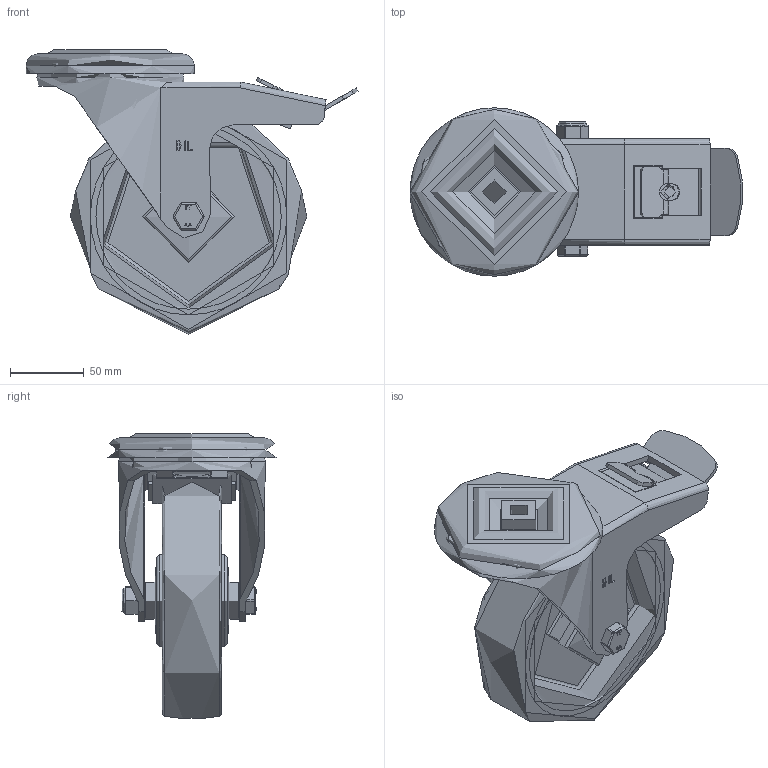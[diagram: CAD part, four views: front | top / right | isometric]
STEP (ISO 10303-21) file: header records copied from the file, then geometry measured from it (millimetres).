
FILE_DESCRIPTION(/* description */ (''),/* implementation_level */ '2;1');
FILE_NAME(/* name */ 'BZMM160STPRBJBH16SWB.step',/* time_stamp */ '2024-10-01T15:51:58+01:00',/* author */ (''),/* organization */ (''),/* preprocessor_version */ 'ST-DEVELOPER v20',/* originating_system */ 'Autodesk Translation Framework v13.20.0.188',/* authorisation */ '');
FILE_SCHEMA (('AUTOMOTIVE_DESIGN { 1 0 10303 214 3 1 1 }'));
Length unit declared in the file: millimetre
Products named in the file (28): BZMM160STPRBJBH16SWB; BZMM150ASBH16SWB - 64 v1; ZINC PLATED, PRESSED STEEL HEAD; ZINC PLATED, PRESSED STEEL FORKS; BRAKE PAD; ZINC PLATED, PRESSED STEEL BRAKE PEDAL; ZINC PLATED, PRESSED STEEL BRAKE PEDAL Geometry; WASHER; BRAKE BOLT; BZH160WSTPRBJM12 v1; 65 SHORE A THERMOPLASTIC RUBBER TYRE; POLYPROPYLENE RIM; BEARING6204; INNER; OUTER; BALL BEARINGS; Component3; MIDDLE; RUBBER; CAP; CAP Geometry; CAP2; HEXBOLTM12X80Z8.8 v2; GRADE 8.8 ZINC PLATED BOLT; NYLOCM12Z v1; NYLOC NUT; NUT; RUBBER (1)
Assembly tree (34 placements, depth 5):
  BZMM160STPRBJBH16SWB
    BZMM150ASBH16SWB - 64 v1
      ZINC PLATED, PRESSED STEEL HEAD
      ZINC PLATED, PRESSED STEEL FORKS
      BRAKE PAD
      ZINC PLATED, PRESSED STEEL BRAKE PEDAL
        ZINC PLATED, PRESSED STEEL BRAKE PEDAL Geometry
        WASHER
        BRAKE BOLT
    BZH160WSTPRBJM12 v1
      65 SHORE A THERMOPLASTIC RUBBER TYRE
      POLYPROPYLENE RIM
      BEARING6204
        INNER
        OUTER
        BALL BEARINGS
          Component3  x8
        MIDDLE
        RUBBER
      CAP
        CAP Geometry
        CAP2
    HEXBOLTM12X80Z8.8 v2
      GRADE 8.8 ZINC PLATED BOLT
    NYLOCM12Z v1
      NYLOC NUT
        NUT
        RUBBER (1)
Bounding box: 224.62 x 114 x 192.81 mm (x, y, z)
Volume: 709613.2 mm3; surface area: 286008 mm2
Topology: 26 solids, 26 shells, 920 faces, 2307 edges, 1508 vertices
Faces by surface type: plane 409, cylinder 220, bspline 199, sphere 42, torus 37, cone 13
Full cylindrical faces by diameter (mm): 8 x11, 9.836 x18, 10 x1, 10.273 x1, 11.834 x18, 12 x3, 12.2 x2, 12.6 x2, 14 x2, 15.273 x1, 16.2 x1, 18 x1, 18.5 x1, 19.9 x2, 20 x1, 25 x2, 26.25 x2, 27 x1, 28.5 x4, 30.8 x2, 31.3 x2, 32.5 x3, 40.3 x2, 40.5 x2, 40.8 x2, 41 x1, 42 x5, 43 x2, 46 x2, 47 x3
Entity records: 38227 total; most frequent: CARTESIAN_POINT 16759, ORIENTED_EDGE 4532, DIRECTION 3781, EDGE_CURVE 2266, VERTEX_POINT 1492, AXIS2_PLACEMENT_3D 1336, LINE 1109, VECTOR 1109
